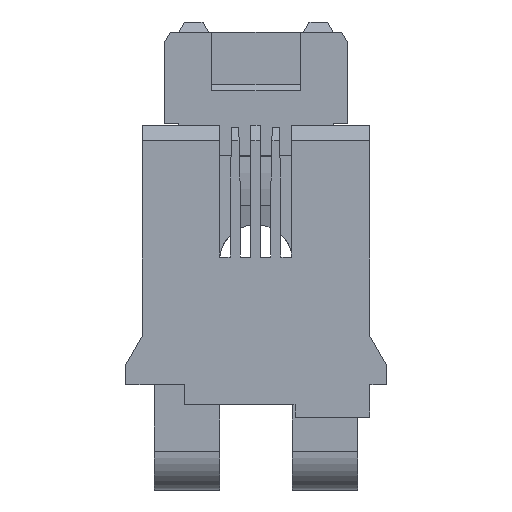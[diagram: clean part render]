
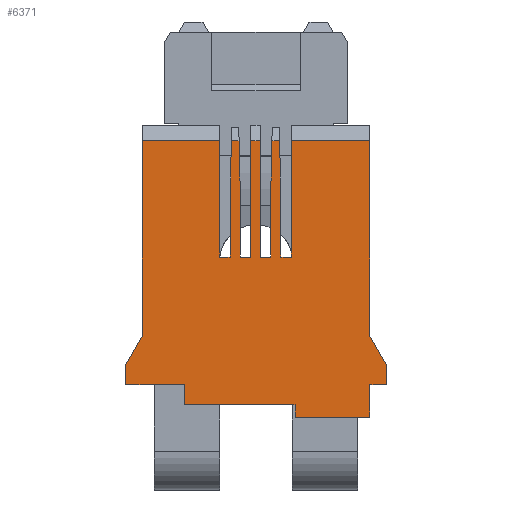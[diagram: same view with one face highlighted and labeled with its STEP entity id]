
A CAD part, front view. The second image highlights one B-rep face of the part: STEP entity #6371.
In plain terms, the highlighted planar face has unit normal (0, -1, 0).
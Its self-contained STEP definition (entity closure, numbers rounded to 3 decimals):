
#57=PLANE('',#6637);
#353=LINE('',#8308,#1030);
#401=LINE('',#8407,#1078);
#409=LINE('',#8422,#1086);
#415=LINE('',#8433,#1092);
#420=LINE('',#8443,#1097);
#421=LINE('',#8445,#1098);
#422=LINE('',#8446,#1099);
#423=LINE('',#8448,#1100);
#424=LINE('',#8450,#1101);
#425=LINE('',#8452,#1102);
#426=LINE('',#8454,#1103);
#427=LINE('',#8456,#1104);
#428=LINE('',#8458,#1105);
#429=LINE('',#8460,#1106);
#430=LINE('',#8462,#1107);
#431=LINE('',#8464,#1108);
#432=LINE('',#8466,#1109);
#433=LINE('',#8468,#1110);
#434=LINE('',#8470,#1111);
#435=LINE('',#8472,#1112);
#436=LINE('',#8474,#1113);
#437=LINE('',#8476,#1114);
#438=LINE('',#8478,#1115);
#439=LINE('',#8480,#1116);
#440=LINE('',#8482,#1117);
#441=LINE('',#8484,#1118);
#442=LINE('',#8486,#1119);
#443=LINE('',#8488,#1120);
#444=LINE('',#8490,#1121);
#445=LINE('',#8492,#1122);
#446=LINE('',#8494,#1123);
#447=LINE('',#8496,#1124);
#448=LINE('',#8498,#1125);
#449=LINE('',#8500,#1126);
#1030=VECTOR('',#7039,1000.);
#1078=VECTOR('',#7097,1000.);
#1086=VECTOR('',#7109,1000.);
#1092=VECTOR('',#7117,1000.);
#1097=VECTOR('',#7126,1000.);
#1098=VECTOR('',#7129,1000.);
#1099=VECTOR('',#7130,1000.);
#1100=VECTOR('',#7131,1000.);
#1101=VECTOR('',#7132,1000.);
#1102=VECTOR('',#7133,1000.);
#1103=VECTOR('',#7134,1000.);
#1104=VECTOR('',#7135,1000.);
#1105=VECTOR('',#7136,1000.);
#1106=VECTOR('',#7137,1000.);
#1107=VECTOR('',#7138,1000.);
#1108=VECTOR('',#7139,1000.);
#1109=VECTOR('',#7140,1000.);
#1110=VECTOR('',#7141,1000.);
#1111=VECTOR('',#7142,1000.);
#1112=VECTOR('',#7143,1000.);
#1113=VECTOR('',#7144,1000.);
#1114=VECTOR('',#7145,1000.);
#1115=VECTOR('',#7146,1000.);
#1116=VECTOR('',#7147,1000.);
#1117=VECTOR('',#7148,1000.);
#1118=VECTOR('',#7149,1000.);
#1119=VECTOR('',#7150,1000.);
#1120=VECTOR('',#7151,1000.);
#1121=VECTOR('',#7152,1000.);
#1122=VECTOR('',#7153,1000.);
#1123=VECTOR('',#7154,1000.);
#1124=VECTOR('',#7155,1000.);
#1125=VECTOR('',#7156,1000.);
#1126=VECTOR('',#7157,1000.);
#1846=ORIENTED_EDGE('',*,*,#3199,.T.);
#1847=ORIENTED_EDGE('',*,*,#3219,.T.);
#1848=ORIENTED_EDGE('',*,*,#3207,.T.);
#1849=ORIENTED_EDGE('',*,*,#3213,.T.);
#1850=ORIENTED_EDGE('',*,*,#3149,.T.);
#1851=ORIENTED_EDGE('',*,*,#3218,.T.);
#1852=ORIENTED_EDGE('',*,*,#3220,.T.);
#1853=ORIENTED_EDGE('',*,*,#3221,.T.);
#1854=ORIENTED_EDGE('',*,*,#3222,.T.);
#1855=ORIENTED_EDGE('',*,*,#3223,.T.);
#1856=ORIENTED_EDGE('',*,*,#3224,.T.);
#1857=ORIENTED_EDGE('',*,*,#3225,.T.);
#1858=ORIENTED_EDGE('',*,*,#3226,.T.);
#1859=ORIENTED_EDGE('',*,*,#3227,.T.);
#1860=ORIENTED_EDGE('',*,*,#3228,.T.);
#1861=ORIENTED_EDGE('',*,*,#3229,.T.);
#1862=ORIENTED_EDGE('',*,*,#3230,.T.);
#1863=ORIENTED_EDGE('',*,*,#3231,.T.);
#1864=ORIENTED_EDGE('',*,*,#3232,.T.);
#1865=ORIENTED_EDGE('',*,*,#3233,.T.);
#1866=ORIENTED_EDGE('',*,*,#3234,.T.);
#1867=ORIENTED_EDGE('',*,*,#3235,.T.);
#1868=ORIENTED_EDGE('',*,*,#3236,.T.);
#1869=ORIENTED_EDGE('',*,*,#3237,.T.);
#1870=ORIENTED_EDGE('',*,*,#3238,.T.);
#1871=ORIENTED_EDGE('',*,*,#3239,.T.);
#1872=ORIENTED_EDGE('',*,*,#3240,.T.);
#1873=ORIENTED_EDGE('',*,*,#3241,.T.);
#1874=ORIENTED_EDGE('',*,*,#3242,.T.);
#1875=ORIENTED_EDGE('',*,*,#3243,.T.);
#1876=ORIENTED_EDGE('',*,*,#3244,.T.);
#1877=ORIENTED_EDGE('',*,*,#3245,.T.);
#1878=ORIENTED_EDGE('',*,*,#3246,.T.);
#1879=ORIENTED_EDGE('',*,*,#3247,.F.);
#3149=EDGE_CURVE('',#3837,#3836,#353,.T.);
#3199=EDGE_CURVE('',#3883,#3882,#401,.T.);
#3207=EDGE_CURVE('',#3888,#3887,#409,.T.);
#3213=EDGE_CURVE('',#3887,#3837,#415,.T.);
#3218=EDGE_CURVE('',#3836,#3894,#420,.T.);
#3219=EDGE_CURVE('',#3882,#3888,#421,.T.);
#3220=EDGE_CURVE('',#3894,#3895,#422,.T.);
#3221=EDGE_CURVE('',#3895,#3896,#423,.T.);
#3222=EDGE_CURVE('',#3896,#3897,#424,.T.);
#3223=EDGE_CURVE('',#3897,#3898,#425,.T.);
#3224=EDGE_CURVE('',#3898,#3899,#426,.T.);
#3225=EDGE_CURVE('',#3899,#3900,#427,.T.);
#3226=EDGE_CURVE('',#3900,#3901,#428,.T.);
#3227=EDGE_CURVE('',#3901,#3902,#429,.T.);
#3228=EDGE_CURVE('',#3902,#3903,#430,.T.);
#3229=EDGE_CURVE('',#3903,#3904,#431,.T.);
#3230=EDGE_CURVE('',#3904,#3905,#432,.T.);
#3231=EDGE_CURVE('',#3905,#3906,#433,.T.);
#3232=EDGE_CURVE('',#3906,#3907,#434,.T.);
#3233=EDGE_CURVE('',#3907,#3908,#435,.T.);
#3234=EDGE_CURVE('',#3908,#3909,#436,.T.);
#3235=EDGE_CURVE('',#3909,#3910,#437,.T.);
#3236=EDGE_CURVE('',#3910,#3911,#438,.T.);
#3237=EDGE_CURVE('',#3911,#3912,#439,.T.);
#3238=EDGE_CURVE('',#3912,#3913,#440,.T.);
#3239=EDGE_CURVE('',#3913,#3914,#441,.T.);
#3240=EDGE_CURVE('',#3914,#3915,#442,.T.);
#3241=EDGE_CURVE('',#3915,#3916,#443,.T.);
#3242=EDGE_CURVE('',#3916,#3917,#444,.T.);
#3243=EDGE_CURVE('',#3917,#3918,#445,.T.);
#3244=EDGE_CURVE('',#3918,#3919,#446,.T.);
#3245=EDGE_CURVE('',#3919,#3920,#447,.T.);
#3246=EDGE_CURVE('',#3920,#3921,#448,.T.);
#3247=EDGE_CURVE('',#3883,#3921,#449,.T.);
#3836=VERTEX_POINT('',#8307);
#3837=VERTEX_POINT('',#8309);
#3882=VERTEX_POINT('',#8406);
#3883=VERTEX_POINT('',#8408);
#3887=VERTEX_POINT('',#8421);
#3888=VERTEX_POINT('',#8423);
#3894=VERTEX_POINT('',#8442);
#3895=VERTEX_POINT('',#8447);
#3896=VERTEX_POINT('',#8449);
#3897=VERTEX_POINT('',#8451);
#3898=VERTEX_POINT('',#8453);
#3899=VERTEX_POINT('',#8455);
#3900=VERTEX_POINT('',#8457);
#3901=VERTEX_POINT('',#8459);
#3902=VERTEX_POINT('',#8461);
#3903=VERTEX_POINT('',#8463);
#3904=VERTEX_POINT('',#8465);
#3905=VERTEX_POINT('',#8467);
#3906=VERTEX_POINT('',#8469);
#3907=VERTEX_POINT('',#8471);
#3908=VERTEX_POINT('',#8473);
#3909=VERTEX_POINT('',#8475);
#3910=VERTEX_POINT('',#8477);
#3911=VERTEX_POINT('',#8479);
#3912=VERTEX_POINT('',#8481);
#3913=VERTEX_POINT('',#8483);
#3914=VERTEX_POINT('',#8485);
#3915=VERTEX_POINT('',#8487);
#3916=VERTEX_POINT('',#8489);
#3917=VERTEX_POINT('',#8491);
#3918=VERTEX_POINT('',#8493);
#3919=VERTEX_POINT('',#8495);
#3920=VERTEX_POINT('',#8497);
#3921=VERTEX_POINT('',#8499);
#4250=EDGE_LOOP('',(#1846,#1847,#1848,#1849,#1850,#1851,#1852,#1853,#1854,
#1855,#1856,#1857,#1858,#1859,#1860,#1861,#1862,#1863,#1864,#1865,#1866,
#1867,#1868,#1869,#1870,#1871,#1872,#1873,#1874,#1875,#1876,#1877,#1878,
#1879));
#4487=FACE_BOUND('',#4250,.T.);
#6371=ADVANCED_FACE('',(#4487),#57,.T.);
#6637=AXIS2_PLACEMENT_3D('',#8444,#7127,#7128);
#7039=DIRECTION('',(1.,0.,0.));
#7097=DIRECTION('',(1.,0.,0.));
#7109=DIRECTION('',(1.,0.,0.));
#7117=DIRECTION('',(0.,0.,-1.));
#7126=DIRECTION('',(0.,0.,1.));
#7127=DIRECTION('',(0.,-1.,0.));
#7128=DIRECTION('',(0.,0.,-1.));
#7129=DIRECTION('',(0.,0.,-1.));
#7130=DIRECTION('',(1.,0.,0.));
#7131=DIRECTION('',(0.,0.,1.));
#7132=DIRECTION('',(-0.5,0.,0.866));
#7133=DIRECTION('',(0.,0.,1.));
#7134=DIRECTION('',(-1.,0.,0.));
#7135=DIRECTION('',(0.,0.,-1.));
#7136=DIRECTION('',(-1.,0.,0.));
#7137=DIRECTION('',(0.,0.,1.));
#7138=DIRECTION('',(-0.023,0.,1.));
#7139=DIRECTION('',(-1.,0.,0.));
#7140=DIRECTION('',(-0.023,0.,-1.));
#7141=DIRECTION('',(0.,0.,-1.));
#7142=DIRECTION('',(-1.,0.,0.));
#7143=DIRECTION('',(0.,0.,1.));
#7144=DIRECTION('',(-1.,0.,0.));
#7145=DIRECTION('',(0.,0.,-1.));
#7146=DIRECTION('',(-1.,0.,0.));
#7147=DIRECTION('',(0.,0.,1.));
#7148=DIRECTION('',(-0.023,0.,1.));
#7149=DIRECTION('',(-1.,0.,0.));
#7150=DIRECTION('',(-0.023,0.,-1.));
#7151=DIRECTION('',(0.,0.,-1.));
#7152=DIRECTION('',(-1.,0.,0.));
#7153=DIRECTION('',(0.,0.,1.));
#7154=DIRECTION('',(-1.,0.,0.));
#7155=DIRECTION('',(0.,0.,-1.));
#7156=DIRECTION('',(-0.5,0.,-0.866));
#7157=DIRECTION('',(0.,0.,1.));
#8307=CARTESIAN_POINT('',(5.625,-4.75,-19.5));
#8308=CARTESIAN_POINT('',(-6.425,-4.75,-19.5));
#8309=CARTESIAN_POINT('',(1.925,-4.75,-19.5));
#8406=CARTESIAN_POINT('',(-3.525,-4.75,-17.9));
#8407=CARTESIAN_POINT('',(-6.425,-4.75,-17.9));
#8408=CARTESIAN_POINT('',(-6.425,-4.75,-17.9));
#8421=CARTESIAN_POINT('',(1.925,-4.75,-18.9));
#8422=CARTESIAN_POINT('',(-6.425,-4.75,-18.9));
#8423=CARTESIAN_POINT('',(-3.525,-4.75,-18.9));
#8433=CARTESIAN_POINT('',(1.925,-4.75,-19.5));
#8442=CARTESIAN_POINT('',(5.625,-4.75,-17.9));
#8443=CARTESIAN_POINT('',(5.625,-4.75,-19.5));
#8444=CARTESIAN_POINT('',(-6.425,-4.75,-19.5));
#8445=CARTESIAN_POINT('',(-3.525,-4.75,-19.5));
#8446=CARTESIAN_POINT('',(-6.425,-4.75,-17.9));
#8447=CARTESIAN_POINT('',(6.425,-4.75,-17.9));
#8448=CARTESIAN_POINT('',(6.425,-4.75,-19.5));
#8449=CARTESIAN_POINT('',(6.425,-4.75,-16.9));
#8450=CARTESIAN_POINT('',(4.338,-4.75,-13.286));
#8451=CARTESIAN_POINT('',(5.625,-4.75,-15.514));
#8452=CARTESIAN_POINT('',(5.625,-4.75,-19.5));
#8453=CARTESIAN_POINT('',(5.625,-4.75,-5.85));
#8454=CARTESIAN_POINT('',(6.425,-4.75,-5.85));
#8455=CARTESIAN_POINT('',(1.75,-4.75,-5.85));
#8456=CARTESIAN_POINT('',(1.75,-4.75,-19.5));
#8457=CARTESIAN_POINT('',(1.75,-4.75,-11.6));
#8458=CARTESIAN_POINT('',(-6.425,-4.75,-11.6));
#8459=CARTESIAN_POINT('',(1.23,-4.75,-11.6));
#8460=CARTESIAN_POINT('',(1.23,-4.75,-19.5));
#8461=CARTESIAN_POINT('',(1.23,-4.75,-8.7));
#8462=CARTESIAN_POINT('',(1.471,-4.75,-19.321));
#8463=CARTESIAN_POINT('',(1.165,-4.75,-5.85));
#8464=CARTESIAN_POINT('',(6.425,-4.75,-5.85));
#8465=CARTESIAN_POINT('',(0.785,-4.75,-5.85));
#8466=CARTESIAN_POINT('',(0.471,-4.75,-19.657));
#8467=CARTESIAN_POINT('',(0.72,-4.75,-8.7));
#8468=CARTESIAN_POINT('',(0.72,-4.75,-19.5));
#8469=CARTESIAN_POINT('',(0.72,-4.75,-11.6));
#8470=CARTESIAN_POINT('',(-6.425,-4.75,-11.6));
#8471=CARTESIAN_POINT('',(0.2,-4.75,-11.6));
#8472=CARTESIAN_POINT('',(0.2,-4.75,-19.5));
#8473=CARTESIAN_POINT('',(0.2,-4.75,-5.85));
#8474=CARTESIAN_POINT('',(6.425,-4.75,-5.85));
#8475=CARTESIAN_POINT('',(-0.25,-4.75,-5.85));
#8476=CARTESIAN_POINT('',(-0.25,-4.75,-19.5));
#8477=CARTESIAN_POINT('',(-0.25,-4.75,-11.6));
#8478=CARTESIAN_POINT('',(-6.425,-4.75,-11.6));
#8479=CARTESIAN_POINT('',(-0.77,-4.75,-11.6));
#8480=CARTESIAN_POINT('',(-0.77,-4.75,-19.5));
#8481=CARTESIAN_POINT('',(-0.77,-4.75,-8.7));
#8482=CARTESIAN_POINT('',(-0.528,-4.75,-19.366));
#8483=CARTESIAN_POINT('',(-0.835,-4.75,-5.85));
#8484=CARTESIAN_POINT('',(6.425,-4.75,-5.85));
#8485=CARTESIAN_POINT('',(-1.215,-4.75,-5.85));
#8486=CARTESIAN_POINT('',(-1.528,-4.75,-19.611));
#8487=CARTESIAN_POINT('',(-1.28,-4.75,-8.7));
#8488=CARTESIAN_POINT('',(-1.28,-4.75,-19.5));
#8489=CARTESIAN_POINT('',(-1.28,-4.75,-11.6));
#8490=CARTESIAN_POINT('',(-6.425,-4.75,-11.6));
#8491=CARTESIAN_POINT('',(-1.8,-4.75,-11.6));
#8492=CARTESIAN_POINT('',(-1.8,-4.75,-19.5));
#8493=CARTESIAN_POINT('',(-1.8,-4.75,-5.85));
#8494=CARTESIAN_POINT('',(6.425,-4.75,-5.85));
#8495=CARTESIAN_POINT('',(-5.625,-4.75,-5.85));
#8496=CARTESIAN_POINT('',(-5.625,-4.75,-19.5));
#8497=CARTESIAN_POINT('',(-5.625,-4.75,-15.514));
#8498=CARTESIAN_POINT('',(-7.551,-4.75,-18.85));
#8499=CARTESIAN_POINT('',(-6.425,-4.75,-16.9));
#8500=CARTESIAN_POINT('',(-6.425,-4.75,-19.5));
